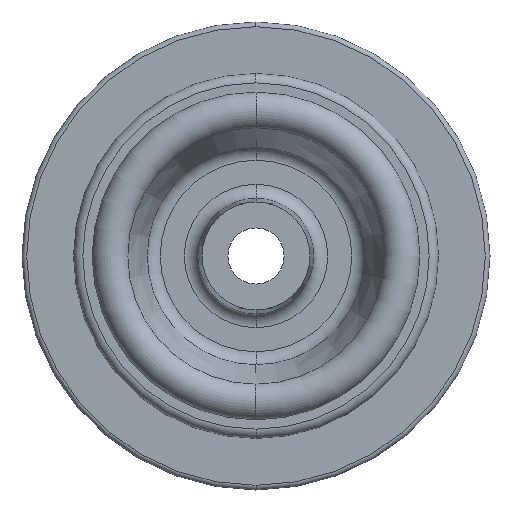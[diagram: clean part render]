
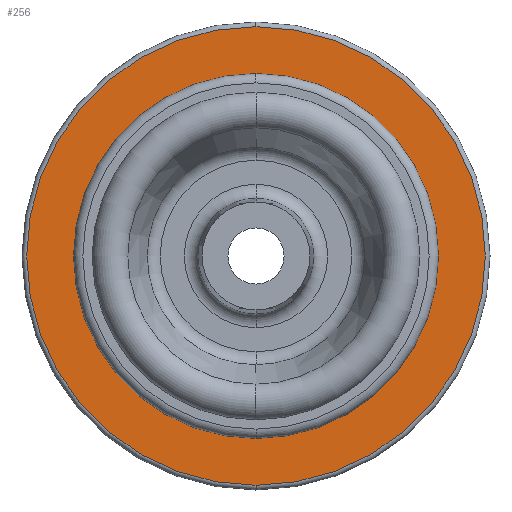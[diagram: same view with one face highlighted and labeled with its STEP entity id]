
A CAD part, left-side view. The second image highlights one B-rep face of the part: STEP entity #256.
In plain terms, the highlighted planar face has unit normal (-1, 0, 0).
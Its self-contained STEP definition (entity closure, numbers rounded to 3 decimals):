
#16 = ORIENTED_EDGE ( 'NONE', *, *, #906, .F. ) ;
#159 = VERTEX_POINT ( 'NONE', #748 ) ;
#191 = DIRECTION ( 'NONE',  ( -1., 0., 0. ) ) ;
#251 = ORIENTED_EDGE ( 'NONE', *, *, #922, .T. ) ;
#256 = ADVANCED_FACE ( 'NONE', ( #638, #1254 ), #415, .F. ) ;
#297 = DIRECTION ( 'NONE',  ( 0., 0., -1. ) ) ;
#407 = ORIENTED_EDGE ( 'NONE', *, *, #757, .T. ) ;
#411 = AXIS2_PLACEMENT_3D ( 'NONE', #1666, #2038, #1305 ) ;
#415 = PLANE ( 'NONE',  #588 ) ;
#467 = DIRECTION ( 'NONE',  ( -1., 0., 0. ) ) ;
#500 = CARTESIAN_POINT ( 'NONE',  ( -13., 0., 0. ) ) ;
#588 = AXIS2_PLACEMENT_3D ( 'NONE', #1183, #1433, #725 ) ;
#610 = AXIS2_PLACEMENT_3D ( 'NONE', #2238, #191, #772 ) ;
#638 = FACE_OUTER_BOUND ( 'NONE', #2172, .T. ) ;
#651 = CARTESIAN_POINT ( 'NONE',  ( -13., 0., 0. ) ) ;
#725 = DIRECTION ( 'NONE',  ( 0., 0., -1. ) ) ;
#748 = CARTESIAN_POINT ( 'NONE',  ( -13., 0., 49. ) ) ;
#757 = EDGE_CURVE ( 'NONE', #159, #1344, #2014, .T. ) ;
#772 = DIRECTION ( 'NONE',  ( 0., 0., -1. ) ) ;
#796 = AXIS2_PLACEMENT_3D ( 'NONE', #500, #1385, #297 ) ;
#906 = EDGE_CURVE ( 'NONE', #1277, #1987, #1467, .T. ) ;
#922 = EDGE_CURVE ( 'NONE', #1344, #159, #962, .T. ) ;
#962 = CIRCLE ( 'NONE', #796, 49. ) ;
#1048 = DIRECTION ( 'NONE',  ( 0., 0., 1. ) ) ;
#1183 = CARTESIAN_POINT ( 'NONE',  ( -13., 39., 0. ) ) ;
#1254 = FACE_BOUND ( 'NONE', #1318, .T. ) ;
#1277 = VERTEX_POINT ( 'NONE', #2294 ) ;
#1305 = DIRECTION ( 'NONE',  ( 0., 0., 1. ) ) ;
#1306 = EDGE_CURVE ( 'NONE', #1987, #1277, #1555, .T. ) ;
#1318 = EDGE_LOOP ( 'NONE', ( #16, #1618 ) ) ;
#1344 = VERTEX_POINT ( 'NONE', #1958 ) ;
#1385 = DIRECTION ( 'NONE',  ( -1., 0., 0. ) ) ;
#1433 = DIRECTION ( 'NONE',  ( 1., 0., 0. ) ) ;
#1467 = CIRCLE ( 'NONE', #411, 39. ) ;
#1555 = CIRCLE ( 'NONE', #1851, 39. ) ;
#1618 = ORIENTED_EDGE ( 'NONE', *, *, #1306, .F. ) ;
#1666 = CARTESIAN_POINT ( 'NONE',  ( -13., 0., 0. ) ) ;
#1851 = AXIS2_PLACEMENT_3D ( 'NONE', #651, #467, #1048 ) ;
#1958 = CARTESIAN_POINT ( 'NONE',  ( -13., 0., -49. ) ) ;
#1987 = VERTEX_POINT ( 'NONE', #2120 ) ;
#2014 = CIRCLE ( 'NONE', #610, 49. ) ;
#2038 = DIRECTION ( 'NONE',  ( -1., 0., 0. ) ) ;
#2120 = CARTESIAN_POINT ( 'NONE',  ( -13., 0., 39. ) ) ;
#2172 = EDGE_LOOP ( 'NONE', ( #251, #407 ) ) ;
#2238 = CARTESIAN_POINT ( 'NONE',  ( -13., 0., 0. ) ) ;
#2294 = CARTESIAN_POINT ( 'NONE',  ( -13., 0., -39. ) ) ;
